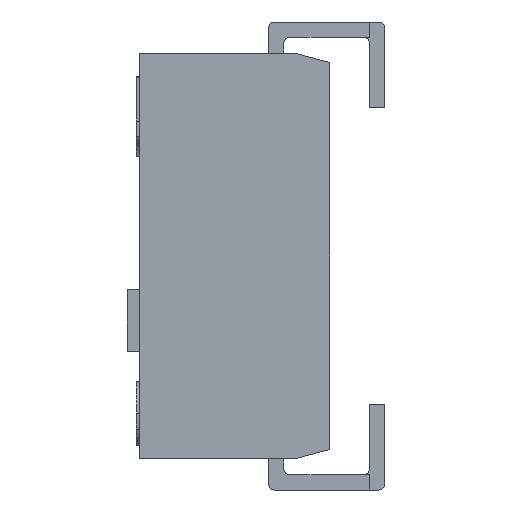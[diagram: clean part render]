
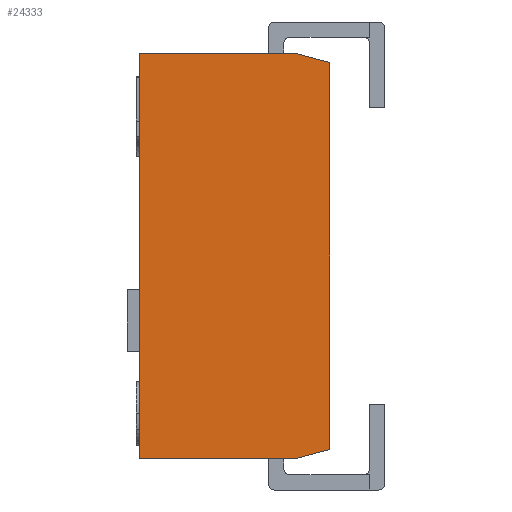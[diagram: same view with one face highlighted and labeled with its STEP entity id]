
A CAD part, left-side view. The second image highlights one B-rep face of the part: STEP entity #24333.
In plain terms, the highlighted planar face has unit normal (-1, 0, 0).
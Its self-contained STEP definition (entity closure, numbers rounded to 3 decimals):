
#1158 = LINE ( 'NONE', #3213, #17771 ) ;
#1675 = VECTOR ( 'NONE', #22738, 1000. ) ;
#2111 = CARTESIAN_POINT ( 'NONE',  ( 0., 3.1, 0. ) ) ;
#2212 = CARTESIAN_POINT ( 'NONE',  ( 0., 0.038, -6.46 ) ) ;
#2377 = LINE ( 'NONE', #25741, #25464 ) ;
#3213 = CARTESIAN_POINT ( 'NONE',  ( 0., 0., -6.6 ) ) ;
#3282 = VERTEX_POINT ( 'NONE', #20515 ) ;
#3677 = CARTESIAN_POINT ( 'NONE',  ( 0., 0., -6.45 ) ) ;
#4052 = VECTOR ( 'NONE', #14514, 1000. ) ;
#4596 = CARTESIAN_POINT ( 'NONE',  ( 0., 0.56, 0. ) ) ;
#4686 = VERTEX_POINT ( 'NONE', #20811 ) ;
#5562 = EDGE_CURVE ( 'NONE', #32578, #5693, #14432, .T. ) ;
#5693 = VERTEX_POINT ( 'NONE', #4596 ) ;
#6136 = EDGE_CURVE ( 'NONE', #3282, #21327, #1158, .T. ) ;
#6947 = EDGE_CURVE ( 'NONE', #4686, #5693, #27982, .T. ) ;
#7016 = EDGE_CURVE ( 'NONE', #21327, #7997, #23045, .T. ) ;
#7313 = ORIENTED_EDGE ( 'NONE', *, *, #7016, .T. ) ;
#7631 = CARTESIAN_POINT ( 'NONE',  ( 0., 0., -6.6 ) ) ;
#7763 = EDGE_LOOP ( 'NONE', ( #11374, #7313, #12020, #17924, #33323, #18883 ) ) ;
#7997 = VERTEX_POINT ( 'NONE', #3677 ) ;
#9961 = EDGE_CURVE ( 'NONE', #7997, #4686, #30249, .T. ) ;
#11374 = ORIENTED_EDGE ( 'NONE', *, *, #6136, .T. ) ;
#12020 = ORIENTED_EDGE ( 'NONE', *, *, #9961, .T. ) ;
#12055 = CARTESIAN_POINT ( 'NONE',  ( 0., 0., -6.6 ) ) ;
#13299 = EDGE_CURVE ( 'NONE', #3282, #32578, #2377, .T. ) ;
#14432 = LINE ( 'NONE', #32230, #23225 ) ;
#14514 = DIRECTION ( 'NONE',  ( 0., 0., 1. ) ) ;
#16085 = DIRECTION ( 'NONE',  ( -1., 0., 0. ) ) ;
#16321 = DIRECTION ( 'NONE',  ( 0., -1., 0. ) ) ;
#16652 = DIRECTION ( 'NONE',  ( 0., -1., 0. ) ) ;
#17771 = VECTOR ( 'NONE', #16652, 1000. ) ;
#17924 = ORIENTED_EDGE ( 'NONE', *, *, #6947, .T. ) ;
#18883 = ORIENTED_EDGE ( 'NONE', *, *, #13299, .F. ) ;
#20515 = CARTESIAN_POINT ( 'NONE',  ( 0., 3.1, -6.6 ) ) ;
#20811 = CARTESIAN_POINT ( 'NONE',  ( 0., 0., -0.15 ) ) ;
#21063 = FACE_OUTER_BOUND ( 'NONE', #7763, .T. ) ;
#21327 = VERTEX_POINT ( 'NONE', #28214 ) ;
#21408 = DIRECTION ( 'NONE',  ( 0., 0., 1. ) ) ;
#22738 = DIRECTION ( 'NONE',  ( 0., 0.966, 0.259 ) ) ;
#23045 = LINE ( 'NONE', #2212, #33481 ) ;
#23225 = VECTOR ( 'NONE', #16321, 1000. ) ;
#23784 = PLANE ( 'NONE',  #30962 ) ;
#24333 = ADVANCED_FACE ( 'NONE', ( #21063 ), #23784, .T. ) ;
#25260 = DIRECTION ( 'NONE',  ( 0., 0., 1. ) ) ;
#25464 = VECTOR ( 'NONE', #25260, 1000. ) ;
#25741 = CARTESIAN_POINT ( 'NONE',  ( 0., 3.1, -6.6 ) ) ;
#27982 = LINE ( 'NONE', #28301, #1675 ) ;
#28214 = CARTESIAN_POINT ( 'NONE',  ( 0., 0.56, -6.6 ) ) ;
#28301 = CARTESIAN_POINT ( 'NONE',  ( 0., -1.613, -0.582 ) ) ;
#30249 = LINE ( 'NONE', #12055, #4052 ) ;
#30962 = AXIS2_PLACEMENT_3D ( 'NONE', #7631, #16085, #21408 ) ;
#31077 = DIRECTION ( 'NONE',  ( 0., -0.966, 0.259 ) ) ;
#32230 = CARTESIAN_POINT ( 'NONE',  ( 0., 0., 0. ) ) ;
#32578 = VERTEX_POINT ( 'NONE', #2111 ) ;
#33323 = ORIENTED_EDGE ( 'NONE', *, *, #5562, .F. ) ;
#33481 = VECTOR ( 'NONE', #31077, 1000. ) ;
